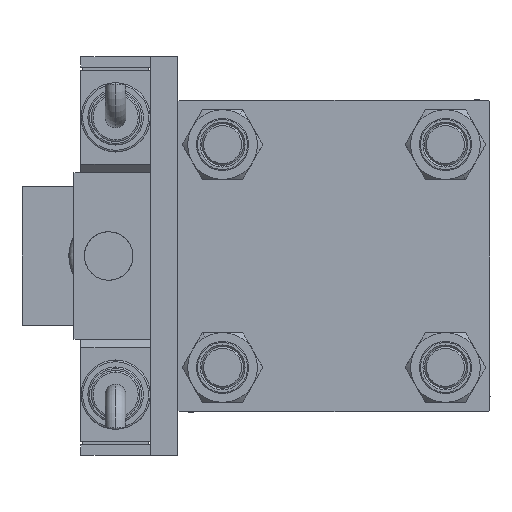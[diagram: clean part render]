
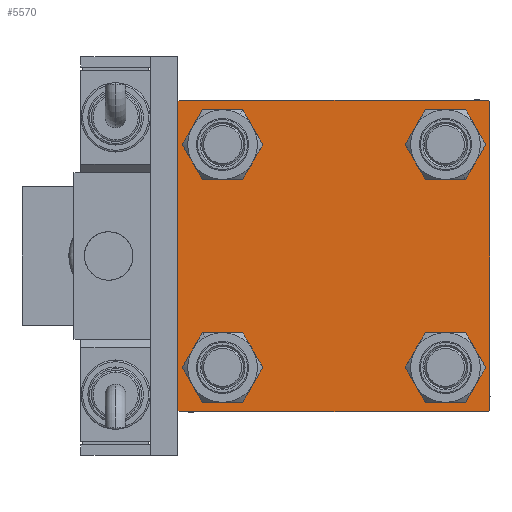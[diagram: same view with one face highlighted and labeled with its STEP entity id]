
A CAD part, left-side view. The second image highlights one B-rep face of the part: STEP entity #5570.
In plain terms, the highlighted planar face has unit normal (-1, 0, 0).
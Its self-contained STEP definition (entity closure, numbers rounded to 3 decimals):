
#49 = LINE ( 'NONE', #7955, #35824 ) ;
#230 = VERTEX_POINT ( 'NONE', #40441 ) ;
#444 = DIRECTION ( 'NONE',  ( 1., 0., 0. ) ) ;
#2310 = VERTEX_POINT ( 'NONE', #7604 ) ;
#2345 = VERTEX_POINT ( 'NONE', #12940 ) ;
#3271 = DIRECTION ( 'NONE',  ( 0., 0., -1. ) ) ;
#3819 = LINE ( 'NONE', #33511, #46310 ) ;
#4327 = EDGE_LOOP ( 'NONE', ( #15409, #34736 ) ) ;
#4433 = CARTESIAN_POINT ( 'NONE',  ( 0., 45., -45. ) ) ;
#4710 = LINE ( 'NONE', #4433, #39008 ) ;
#5111 = LINE ( 'NONE', #43861, #31927 ) ;
#5570 = ADVANCED_FACE ( 'NONE', ( #32930, #41131, #37164, #45105, #41411 ), #19626, .T. ) ;
#6064 = DIRECTION ( 'NONE',  ( 0., 0., 1. ) ) ;
#6344 = DIRECTION ( 'NONE',  ( -1., 0., 0. ) ) ;
#6535 = EDGE_CURVE ( 'NONE', #32859, #23160, #5111, .T. ) ;
#6732 = DIRECTION ( 'NONE',  ( 1., 0., 0. ) ) ;
#6734 = CARTESIAN_POINT ( 'NONE',  ( 0., 32.15, 32.15 ) ) ;
#6819 = ORIENTED_EDGE ( 'NONE', *, *, #41289, .T. ) ;
#7288 = ORIENTED_EDGE ( 'NONE', *, *, #55372, .T. ) ;
#7339 = EDGE_CURVE ( 'NONE', #37835, #27797, #11724, .T. ) ;
#7604 = CARTESIAN_POINT ( 'NONE',  ( 0., 32.15, -38.65 ) ) ;
#7902 = VERTEX_POINT ( 'NONE', #14073 ) ;
#7955 = CARTESIAN_POINT ( 'NONE',  ( 0., 44.75, 44.75 ) ) ;
#8326 = CIRCLE ( 'NONE', #25478, 6.5 ) ;
#8813 = VECTOR ( 'NONE', #49964, 1000. ) ;
#8896 = VECTOR ( 'NONE', #38525, 1000. ) ;
#9431 = AXIS2_PLACEMENT_3D ( 'NONE', #10736, #36194, #24025 ) ;
#9806 = CARTESIAN_POINT ( 'NONE',  ( 0., -45., -44.5 ) ) ;
#10367 = DIRECTION ( 'NONE',  ( 0., 0., 1. ) ) ;
#10548 = AXIS2_PLACEMENT_3D ( 'NONE', #44379, #6732, #48895 ) ;
#10736 = CARTESIAN_POINT ( 'NONE',  ( 0., 32.15, -32.15 ) ) ;
#10821 = AXIS2_PLACEMENT_3D ( 'NONE', #42879, #444, #43982 ) ;
#11724 = LINE ( 'NONE', #41438, #26503 ) ;
#12474 = ORIENTED_EDGE ( 'NONE', *, *, #53223, .T. ) ;
#12632 = CIRCLE ( 'NONE', #10821, 6.5 ) ;
#12666 = VECTOR ( 'NONE', #39881, 1000. ) ;
#12745 = CARTESIAN_POINT ( 'NONE',  ( 0., 32.15, -32.15 ) ) ;
#12940 = CARTESIAN_POINT ( 'NONE',  ( 0., -32.15, -25.65 ) ) ;
#13047 = EDGE_CURVE ( 'NONE', #7902, #44627, #32196, .T. ) ;
#14073 = CARTESIAN_POINT ( 'NONE',  ( 0., 32.15, 38.65 ) ) ;
#14603 = DIRECTION ( 'NONE',  ( 1., 0., 0. ) ) ;
#15409 = ORIENTED_EDGE ( 'NONE', *, *, #50850, .T. ) ;
#15753 = EDGE_CURVE ( 'NONE', #30115, #27797, #36932, .T. ) ;
#16424 = CIRCLE ( 'NONE', #55291, 6.5 ) ;
#17177 = CARTESIAN_POINT ( 'NONE',  ( 0., -32.15, -38.65 ) ) ;
#17280 = DIRECTION ( 'NONE',  ( 0., 0.707, -0.707 ) ) ;
#17821 = DIRECTION ( 'NONE',  ( 0., -0.707, 0.707 ) ) ;
#18862 = CARTESIAN_POINT ( 'NONE',  ( 0., -32.15, 32.15 ) ) ;
#19517 = CARTESIAN_POINT ( 'NONE',  ( 0., -32.15, -32.15 ) ) ;
#19626 = PLANE ( 'NONE',  #48169 ) ;
#19903 = VERTEX_POINT ( 'NONE', #30145 ) ;
#19910 = CARTESIAN_POINT ( 'NONE',  ( 0., 0., 0. ) ) ;
#20740 = CARTESIAN_POINT ( 'NONE',  ( 0., -45., 44.5 ) ) ;
#21382 = EDGE_CURVE ( 'NONE', #42022, #45136, #33442, .T. ) ;
#21443 = CARTESIAN_POINT ( 'NONE',  ( 0., 32.15, 25.65 ) ) ;
#21472 = CARTESIAN_POINT ( 'NONE',  ( 0., 45., 44.5 ) ) ;
#21759 = AXIS2_PLACEMENT_3D ( 'NONE', #6734, #37833, #23976 ) ;
#23160 = VERTEX_POINT ( 'NONE', #9806 ) ;
#23536 = EDGE_CURVE ( 'NONE', #230, #19903, #12632, .T. ) ;
#23976 = DIRECTION ( 'NONE',  ( 0., 0., 1. ) ) ;
#24025 = DIRECTION ( 'NONE',  ( 0., 0., 1. ) ) ;
#24123 = CARTESIAN_POINT ( 'NONE',  ( 0., -32.15, -32.15 ) ) ;
#24316 = EDGE_CURVE ( 'NONE', #30115, #23160, #26572, .T. ) ;
#24639 = CARTESIAN_POINT ( 'NONE',  ( 0., -44.5, 45. ) ) ;
#25478 = AXIS2_PLACEMENT_3D ( 'NONE', #24123, #50441, #49594 ) ;
#25757 = DIRECTION ( 'NONE',  ( 1., 0., 0. ) ) ;
#26503 = VECTOR ( 'NONE', #28702, 1000. ) ;
#26572 = LINE ( 'NONE', #31376, #12666 ) ;
#27450 = DIRECTION ( 'NONE',  ( 1., 0., 0. ) ) ;
#27797 = VERTEX_POINT ( 'NONE', #24639 ) ;
#28702 = DIRECTION ( 'NONE',  ( 0., -1., 0. ) ) ;
#28998 = EDGE_CURVE ( 'NONE', #2345, #29510, #8326, .T. ) ;
#29510 = VERTEX_POINT ( 'NONE', #17177 ) ;
#30115 = VERTEX_POINT ( 'NONE', #20740 ) ;
#30145 = CARTESIAN_POINT ( 'NONE',  ( 0., -32.15, 38.65 ) ) ;
#30281 = DIRECTION ( 'NONE',  ( 0., 0., 1. ) ) ;
#30537 = EDGE_LOOP ( 'NONE', ( #55389, #50054 ) ) ;
#30959 = ORIENTED_EDGE ( 'NONE', *, *, #6535, .T. ) ;
#31191 = CIRCLE ( 'NONE', #38430, 6.5 ) ;
#31376 = CARTESIAN_POINT ( 'NONE',  ( 0., -45., 45. ) ) ;
#31927 = VECTOR ( 'NONE', #17821, 1000. ) ;
#32196 = CIRCLE ( 'NONE', #10548, 6.5 ) ;
#32859 = VERTEX_POINT ( 'NONE', #38202 ) ;
#32930 = FACE_BOUND ( 'NONE', #42848, .T. ) ;
#33442 = LINE ( 'NONE', #51816, #8896 ) ;
#33511 = CARTESIAN_POINT ( 'NONE',  ( 0., 45., 45. ) ) ;
#33939 = EDGE_LOOP ( 'NONE', ( #35579, #44151, #6819, #30959, #38537, #37481, #50177, #7288 ) ) ;
#34681 = DIRECTION ( 'NONE',  ( 0., -1., 0. ) ) ;
#34736 = ORIENTED_EDGE ( 'NONE', *, *, #45111, .T. ) ;
#35579 = ORIENTED_EDGE ( 'NONE', *, *, #41595, .T. ) ;
#35824 = VECTOR ( 'NONE', #17280, 1000. ) ;
#36194 = DIRECTION ( 'NONE',  ( 1., 0., 0. ) ) ;
#36932 = LINE ( 'NONE', #54202, #8813 ) ;
#37129 = CARTESIAN_POINT ( 'NONE',  ( 0., 45., -44.5 ) ) ;
#37164 = FACE_BOUND ( 'NONE', #4327, .T. ) ;
#37481 = ORIENTED_EDGE ( 'NONE', *, *, #15753, .T. ) ;
#37833 = DIRECTION ( 'NONE',  ( 1., 0., 0. ) ) ;
#37835 = VERTEX_POINT ( 'NONE', #50416 ) ;
#38202 = CARTESIAN_POINT ( 'NONE',  ( 0., -44.5, -45. ) ) ;
#38430 = AXIS2_PLACEMENT_3D ( 'NONE', #19517, #27450, #44716 ) ;
#38525 = DIRECTION ( 'NONE',  ( 0., -0.707, -0.707 ) ) ;
#38537 = ORIENTED_EDGE ( 'NONE', *, *, #24316, .F. ) ;
#39008 = VECTOR ( 'NONE', #34681, 1000. ) ;
#39273 = CIRCLE ( 'NONE', #9431, 6.5 ) ;
#39328 = CARTESIAN_POINT ( 'NONE',  ( 0., 44.5, -45. ) ) ;
#39331 = EDGE_CURVE ( 'NONE', #44627, #7902, #46183, .T. ) ;
#39881 = DIRECTION ( 'NONE',  ( 0., 0., -1. ) ) ;
#40441 = CARTESIAN_POINT ( 'NONE',  ( 0., -32.15, 25.65 ) ) ;
#41131 = FACE_BOUND ( 'NONE', #46531, .T. ) ;
#41289 = EDGE_CURVE ( 'NONE', #45136, #32859, #4710, .T. ) ;
#41411 = FACE_OUTER_BOUND ( 'NONE', #33939, .T. ) ;
#41438 = CARTESIAN_POINT ( 'NONE',  ( 0., 45., 45. ) ) ;
#41595 = EDGE_CURVE ( 'NONE', #52093, #42022, #3819, .T. ) ;
#42022 = VERTEX_POINT ( 'NONE', #37129 ) ;
#42244 = ORIENTED_EDGE ( 'NONE', *, *, #28998, .T. ) ;
#42848 = EDGE_LOOP ( 'NONE', ( #49654, #43547 ) ) ;
#42879 = CARTESIAN_POINT ( 'NONE',  ( 0., -32.15, 32.15 ) ) ;
#43547 = ORIENTED_EDGE ( 'NONE', *, *, #23536, .T. ) ;
#43861 = CARTESIAN_POINT ( 'NONE',  ( 0., -44.75, -44.75 ) ) ;
#43982 = DIRECTION ( 'NONE',  ( 0., 0., 1. ) ) ;
#44151 = ORIENTED_EDGE ( 'NONE', *, *, #21382, .T. ) ;
#44379 = CARTESIAN_POINT ( 'NONE',  ( 0., 32.15, 32.15 ) ) ;
#44627 = VERTEX_POINT ( 'NONE', #21443 ) ;
#44716 = DIRECTION ( 'NONE',  ( 0., 0., 1. ) ) ;
#45105 = FACE_BOUND ( 'NONE', #30537, .T. ) ;
#45111 = EDGE_CURVE ( 'NONE', #2310, #52963, #16424, .T. ) ;
#45136 = VERTEX_POINT ( 'NONE', #39328 ) ;
#45438 = AXIS2_PLACEMENT_3D ( 'NONE', #18862, #14603, #10367 ) ;
#46183 = CIRCLE ( 'NONE', #21759, 6.5 ) ;
#46310 = VECTOR ( 'NONE', #3271, 1000. ) ;
#46531 = EDGE_LOOP ( 'NONE', ( #42244, #12474 ) ) ;
#47219 = EDGE_CURVE ( 'NONE', #19903, #230, #49065, .T. ) ;
#48169 = AXIS2_PLACEMENT_3D ( 'NONE', #19910, #6344, #6064 ) ;
#48895 = DIRECTION ( 'NONE',  ( 0., 0., 1. ) ) ;
#49065 = CIRCLE ( 'NONE', #45438, 6.5 ) ;
#49594 = DIRECTION ( 'NONE',  ( 0., 0., 1. ) ) ;
#49654 = ORIENTED_EDGE ( 'NONE', *, *, #47219, .T. ) ;
#49964 = DIRECTION ( 'NONE',  ( 0., 0.707, 0.707 ) ) ;
#50054 = ORIENTED_EDGE ( 'NONE', *, *, #39331, .T. ) ;
#50177 = ORIENTED_EDGE ( 'NONE', *, *, #7339, .F. ) ;
#50416 = CARTESIAN_POINT ( 'NONE',  ( 0., 44.5, 45. ) ) ;
#50441 = DIRECTION ( 'NONE',  ( 1., 0., 0. ) ) ;
#50850 = EDGE_CURVE ( 'NONE', #52963, #2310, #39273, .T. ) ;
#51810 = CARTESIAN_POINT ( 'NONE',  ( 0., 32.15, -25.65 ) ) ;
#51816 = CARTESIAN_POINT ( 'NONE',  ( 0., 44.75, -44.75 ) ) ;
#52093 = VERTEX_POINT ( 'NONE', #21472 ) ;
#52963 = VERTEX_POINT ( 'NONE', #51810 ) ;
#53223 = EDGE_CURVE ( 'NONE', #29510, #2345, #31191, .T. ) ;
#54202 = CARTESIAN_POINT ( 'NONE',  ( 0., -44.75, 44.75 ) ) ;
#55291 = AXIS2_PLACEMENT_3D ( 'NONE', #12745, #25757, #30281 ) ;
#55372 = EDGE_CURVE ( 'NONE', #37835, #52093, #49, .T. ) ;
#55389 = ORIENTED_EDGE ( 'NONE', *, *, #13047, .T. ) ;
